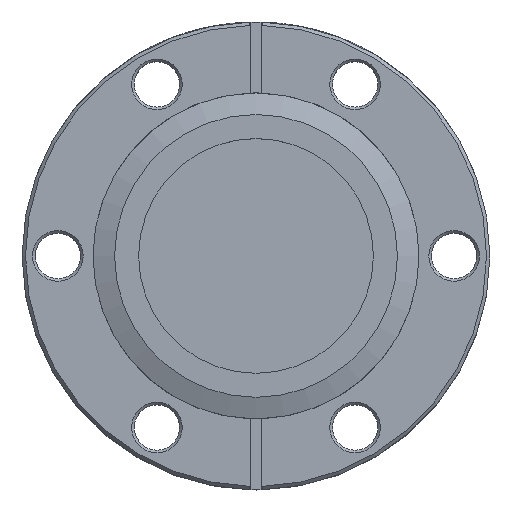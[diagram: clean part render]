
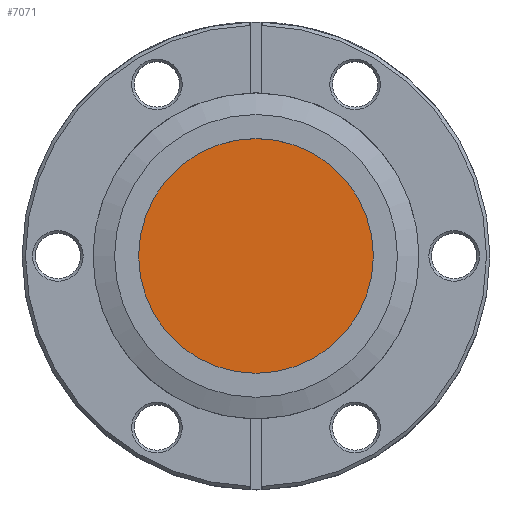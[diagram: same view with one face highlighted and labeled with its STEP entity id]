
A CAD part, top view. The second image highlights one B-rep face of the part: STEP entity #7071.
In plain terms, the highlighted planar face has unit normal (0, 0, 1).
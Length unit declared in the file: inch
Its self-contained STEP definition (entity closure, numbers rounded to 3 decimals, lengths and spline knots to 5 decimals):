
#1862=VERTEX_POINT('',#8899);
#2619=CIRCLE('',#7496,0.685);
#2727=EDGE_CURVE('',#1862,#1862,#2619,.T.);
#3841=ORIENTED_EDGE('',*,*,#2727,.F.);
#6069=EDGE_LOOP('',(#3841));
#6570=FACE_BOUND('',#6069,.T.);
#7071=ADVANCED_FACE('',(#6570),#17581,.T.);
#7495=AXIS2_PLACEMENT_3D('',#8897,#7853,$);
#7496=AXIS2_PLACEMENT_3D('',#8898,#7854,#7855);
#7853=DIRECTION('',(0.,0.,1.));
#7854=DIRECTION('',(0.,0.,-1.));
#7855=DIRECTION('',(0.,0.685,0.));
#8897=CARTESIAN_POINT('',(0.,0.3425,-0.101));
#8898=CARTESIAN_POINT('',(0.,0.,-0.101));
#8899=CARTESIAN_POINT('',(0.,0.685,-0.101));
#17581=PLANE('',#7495);
